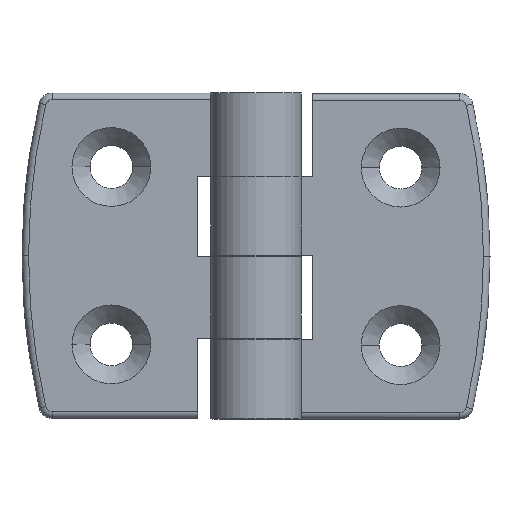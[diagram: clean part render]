
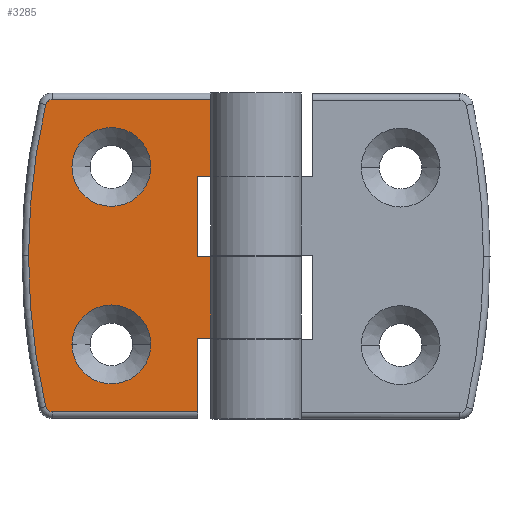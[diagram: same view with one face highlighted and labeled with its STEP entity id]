
A CAD part, top view. The second image highlights one B-rep face of the part: STEP entity #3285.
In plain terms, the highlighted planar face has unit normal (0, 0, 1).
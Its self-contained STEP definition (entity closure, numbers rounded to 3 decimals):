
#13 = VERTEX_POINT ( 'NONE', #4355 ) ;
#26 = EDGE_CURVE ( 'NONE', #2367, #1181, #1378, .T. ) ;
#48 = CARTESIAN_POINT ( 'NONE',  ( -87.494, 0., 3.25 ) ) ;
#126 = CARTESIAN_POINT ( 'NONE',  ( -10.604, 0., 3.25 ) ) ;
#200 = DIRECTION ( 'NONE',  ( 0., 0., -1. ) ) ;
#223 = DIRECTION ( 'NONE',  ( 1., 0., 0. ) ) ;
#277 = CARTESIAN_POINT ( 'NONE',  ( -12.9, 0.15, 3.25 ) ) ;
#281 = DIRECTION ( 'NONE',  ( 1., 0., 0. ) ) ;
#303 = VECTOR ( 'NONE', #6095, 1000. ) ;
#378 = CARTESIAN_POINT ( 'NONE',  ( -10.604, 0.15, 3.25 ) ) ;
#453 = ORIENTED_EDGE ( 'NONE', *, *, #5523, .T. ) ;
#512 = ORIENTED_EDGE ( 'NONE', *, *, #3751, .T. ) ;
#539 = DIRECTION ( 'NONE',  ( 1., 0., 0. ) ) ;
#674 = VERTEX_POINT ( 'NONE', #4155 ) ;
#693 = CARTESIAN_POINT ( 'NONE',  ( 11.52, 23.75, 3.25 ) ) ;
#701 = EDGE_CURVE ( 'NONE', #674, #2887, #2712, .T. ) ;
#767 = CARTESIAN_POINT ( 'NONE',  ( -10.604, 0., 3.25 ) ) ;
#779 = CARTESIAN_POINT ( 'NONE',  ( -12.9, -23.75, 3.25 ) ) ;
#787 = CIRCLE ( 'NONE', #1451, 6. ) ;
#811 = ORIENTED_EDGE ( 'NONE', *, *, #5257, .T. ) ;
#859 = PLANE ( 'NONE',  #5577 ) ;
#861 = VECTOR ( 'NONE', #4673, 1000. ) ;
#1015 = LINE ( 'NONE', #2318, #861 ) ;
#1048 = DIRECTION ( 'NONE',  ( 1., 0., 0. ) ) ;
#1141 = CIRCLE ( 'NONE', #1298, 102.594 ) ;
#1181 = VERTEX_POINT ( 'NONE', #378 ) ;
#1262 = ORIENTED_EDGE ( 'NONE', *, *, #26, .T. ) ;
#1281 = CARTESIAN_POINT ( 'NONE',  ( 2.5, 13.5, 3.25 ) ) ;
#1298 = AXIS2_PLACEMENT_3D ( 'NONE', #4537, #1701, #5013 ) ;
#1325 = DIRECTION ( 'NONE',  ( 0., 0., 1. ) ) ;
#1335 = ORIENTED_EDGE ( 'NONE', *, *, #2048, .T. ) ;
#1348 = CARTESIAN_POINT ( 'NONE',  ( -3.5, 13.5, 3.25 ) ) ;
#1378 = LINE ( 'NONE', #2201, #3916 ) ;
#1386 = LINE ( 'NONE', #2324, #2658 ) ;
#1423 = LINE ( 'NONE', #1953, #5064 ) ;
#1450 = VECTOR ( 'NONE', #4452, 1000. ) ;
#1451 = AXIS2_PLACEMENT_3D ( 'NONE', #3034, #200, #3516 ) ;
#1510 = LINE ( 'NONE', #767, #2769 ) ;
#1697 = ORIENTED_EDGE ( 'NONE', *, *, #3501, .T. ) ;
#1701 = DIRECTION ( 'NONE',  ( 0., 0., 1. ) ) ;
#1758 = DIRECTION ( 'NONE',  ( 1., 0., 0. ) ) ;
#1789 = VERTEX_POINT ( 'NONE', #3032 ) ;
#1806 = CIRCLE ( 'NONE', #5656, 102.594 ) ;
#1859 = DIRECTION ( 'NONE',  ( 1., 0., 0. ) ) ;
#1903 = ORIENTED_EDGE ( 'NONE', *, *, #1926, .F. ) ;
#1926 = EDGE_CURVE ( 'NONE', #2079, #2003, #6049, .T. ) ;
#1953 = CARTESIAN_POINT ( 'NONE',  ( -10.604, 23.75, 3.25 ) ) ;
#2003 = VERTEX_POINT ( 'NONE', #1348 ) ;
#2048 = EDGE_CURVE ( 'NONE', #4949, #2367, #2956, .T. ) ;
#2061 = EDGE_LOOP ( 'NONE', ( #2965, #453, #3936, #4968, #1335, #1262, #811, #4378, #3114, #1697, #2754, #5264, #3040 ) ) ;
#2079 = VERTEX_POINT ( 'NONE', #4692 ) ;
#2080 = VERTEX_POINT ( 'NONE', #2340 ) ;
#2090 = EDGE_CURVE ( 'NONE', #1789, #5330, #1386, .T. ) ;
#2097 = AXIS2_PLACEMENT_3D ( 'NONE', #4176, #1325, #4637 ) ;
#2118 = FACE_BOUND ( 'NONE', #4665, .T. ) ;
#2180 = CARTESIAN_POINT ( 'NONE',  ( 12.495, 22.974, 3.25 ) ) ;
#2182 = CIRCLE ( 'NONE', #5863, 6. ) ;
#2201 = CARTESIAN_POINT ( 'NONE',  ( -87.494, 0.15, 3.25 ) ) ;
#2255 = DIRECTION ( 'NONE',  ( 0., 0., 1. ) ) ;
#2289 = CARTESIAN_POINT ( 'NONE',  ( -87.494, 0., 3.25 ) ) ;
#2308 = EDGE_CURVE ( 'NONE', #1789, #3167, #3993, .T. ) ;
#2318 = CARTESIAN_POINT ( 'NONE',  ( -87.494, 12.55, 3.25 ) ) ;
#2324 = CARTESIAN_POINT ( 'NONE',  ( -87.494, -12.05, 3.25 ) ) ;
#2340 = CARTESIAN_POINT ( 'NONE',  ( -3.5, -13.5, 3.25 ) ) ;
#2367 = VERTEX_POINT ( 'NONE', #277 ) ;
#2507 = DIRECTION ( 'NONE',  ( 0., -1., 0. ) ) ;
#2658 = VECTOR ( 'NONE', #1859, 1000. ) ;
#2712 = CIRCLE ( 'NONE', #2097, 1. ) ;
#2754 = ORIENTED_EDGE ( 'NONE', *, *, #701, .T. ) ;
#2769 = VECTOR ( 'NONE', #4545, 1000. ) ;
#2793 = CARTESIAN_POINT ( 'NONE',  ( -12.9, 24.75, 3.25 ) ) ;
#2880 = AXIS2_PLACEMENT_3D ( 'NONE', #1281, #4602, #1758 ) ;
#2887 = VERTEX_POINT ( 'NONE', #3012 ) ;
#2956 = LINE ( 'NONE', #2793, #303 ) ;
#2960 = VERTEX_POINT ( 'NONE', #4497 ) ;
#2965 = ORIENTED_EDGE ( 'NONE', *, *, #5662, .T. ) ;
#3012 = CARTESIAN_POINT ( 'NONE',  ( 12.495, -22.974, 3.25 ) ) ;
#3032 = CARTESIAN_POINT ( 'NONE',  ( -12.9, -12.05, 3.25 ) ) ;
#3034 = CARTESIAN_POINT ( 'NONE',  ( 2.5, -13.5, 3.25 ) ) ;
#3040 = ORIENTED_EDGE ( 'NONE', *, *, #4117, .T. ) ;
#3059 = DIRECTION ( 'NONE',  ( 0., 0., 1. ) ) ;
#3111 = DIRECTION ( 'NONE',  ( 0., 0., -1. ) ) ;
#3114 = ORIENTED_EDGE ( 'NONE', *, *, #2308, .T. ) ;
#3152 = VECTOR ( 'NONE', #1048, 1000. ) ;
#3167 = VERTEX_POINT ( 'NONE', #779 ) ;
#3226 = FACE_OUTER_BOUND ( 'NONE', #2061, .T. ) ;
#3232 = DIRECTION ( 'NONE',  ( 1., 0., 0. ) ) ;
#3285 = ADVANCED_FACE ( 'NONE', ( #5735, #2118, #3226 ), #859, .T. ) ;
#3366 = DIRECTION ( 'NONE',  ( 0., 0., 1. ) ) ;
#3434 = CARTESIAN_POINT ( 'NONE',  ( 15.1, 0., 3.25 ) ) ;
#3501 = EDGE_CURVE ( 'NONE', #3167, #674, #4410, .T. ) ;
#3516 = DIRECTION ( 'NONE',  ( 1., 0., 0. ) ) ;
#3592 = EDGE_CURVE ( 'NONE', #2960, #13, #4123, .T. ) ;
#3751 = EDGE_CURVE ( 'NONE', #2080, #4609, #4628, .T. ) ;
#3772 = AXIS2_PLACEMENT_3D ( 'NONE', #5934, #3111, #281 ) ;
#3776 = VERTEX_POINT ( 'NONE', #2180 ) ;
#3813 = EDGE_CURVE ( 'NONE', #2887, #3871, #1806, .T. ) ;
#3871 = VERTEX_POINT ( 'NONE', #3434 ) ;
#3916 = VECTOR ( 'NONE', #5361, 1000. ) ;
#3930 = ORIENTED_EDGE ( 'NONE', *, *, #4976, .T. ) ;
#3936 = ORIENTED_EDGE ( 'NONE', *, *, #3592, .T. ) ;
#3993 = LINE ( 'NONE', #4007, #1450 ) ;
#4007 = CARTESIAN_POINT ( 'NONE',  ( -12.9, 24.75, 3.25 ) ) ;
#4025 = VERTEX_POINT ( 'NONE', #693 ) ;
#4117 = EDGE_CURVE ( 'NONE', #3871, #3776, #1141, .T. ) ;
#4123 = LINE ( 'NONE', #126, #5221 ) ;
#4155 = CARTESIAN_POINT ( 'NONE',  ( 11.52, -23.75, 3.25 ) ) ;
#4176 = CARTESIAN_POINT ( 'NONE',  ( 11.52, -22.75, 3.25 ) ) ;
#4288 = ORIENTED_EDGE ( 'NONE', *, *, #5814, .F. ) ;
#4297 = EDGE_LOOP ( 'NONE', ( #3930, #512 ) ) ;
#4355 = CARTESIAN_POINT ( 'NONE',  ( -10.604, 12.55, 3.25 ) ) ;
#4378 = ORIENTED_EDGE ( 'NONE', *, *, #2090, .F. ) ;
#4410 = LINE ( 'NONE', #5285, #3152 ) ;
#4452 = DIRECTION ( 'NONE',  ( 0., -1., 0. ) ) ;
#4497 = CARTESIAN_POINT ( 'NONE',  ( -10.604, 23.75, 3.25 ) ) ;
#4537 = CARTESIAN_POINT ( 'NONE',  ( -87.494, 0., 3.25 ) ) ;
#4545 = DIRECTION ( 'NONE',  ( 0., -1., 0. ) ) ;
#4602 = DIRECTION ( 'NONE',  ( 0., 0., 1. ) ) ;
#4609 = VERTEX_POINT ( 'NONE', #6008 ) ;
#4628 = CIRCLE ( 'NONE', #3772, 6. ) ;
#4637 = DIRECTION ( 'NONE',  ( 1., 0., 0. ) ) ;
#4665 = EDGE_LOOP ( 'NONE', ( #1903, #4288 ) ) ;
#4673 = DIRECTION ( 'NONE',  ( 1., 0., 0. ) ) ;
#4692 = CARTESIAN_POINT ( 'NONE',  ( 8.5, 13.5, 3.25 ) ) ;
#4697 = EDGE_CURVE ( 'NONE', #4949, #13, #1015, .T. ) ;
#4785 = DIRECTION ( 'NONE',  ( -1., 0., 0. ) ) ;
#4949 = VERTEX_POINT ( 'NONE', #5837 ) ;
#4968 = ORIENTED_EDGE ( 'NONE', *, *, #4697, .F. ) ;
#4976 = EDGE_CURVE ( 'NONE', #4609, #2080, #787, .T. ) ;
#5013 = DIRECTION ( 'NONE',  ( 1., 0., 0. ) ) ;
#5043 = AXIS2_PLACEMENT_3D ( 'NONE', #5874, #3059, #223 ) ;
#5064 = VECTOR ( 'NONE', #4785, 1000. ) ;
#5074 = CARTESIAN_POINT ( 'NONE',  ( 2.5, 13.5, 3.25 ) ) ;
#5221 = VECTOR ( 'NONE', #2507, 1000. ) ;
#5257 = EDGE_CURVE ( 'NONE', #1181, #5330, #1510, .T. ) ;
#5264 = ORIENTED_EDGE ( 'NONE', *, *, #3813, .T. ) ;
#5285 = CARTESIAN_POINT ( 'NONE',  ( 11.52, -23.75, 3.25 ) ) ;
#5330 = VERTEX_POINT ( 'NONE', #5532 ) ;
#5361 = DIRECTION ( 'NONE',  ( 1., 0., 0. ) ) ;
#5437 = CIRCLE ( 'NONE', #5043, 1. ) ;
#5523 = EDGE_CURVE ( 'NONE', #4025, #2960, #1423, .T. ) ;
#5532 = CARTESIAN_POINT ( 'NONE',  ( -10.604, -12.05, 3.25 ) ) ;
#5550 = DIRECTION ( 'NONE',  ( 1., 0., 0. ) ) ;
#5577 = AXIS2_PLACEMENT_3D ( 'NONE', #2289, #6058, #3232 ) ;
#5656 = AXIS2_PLACEMENT_3D ( 'NONE', #48, #3366, #539 ) ;
#5662 = EDGE_CURVE ( 'NONE', #3776, #4025, #5437, .T. ) ;
#5735 = FACE_BOUND ( 'NONE', #4297, .T. ) ;
#5814 = EDGE_CURVE ( 'NONE', #2003, #2079, #2182, .T. ) ;
#5837 = CARTESIAN_POINT ( 'NONE',  ( -12.9, 12.55, 3.25 ) ) ;
#5863 = AXIS2_PLACEMENT_3D ( 'NONE', #5074, #2255, #5550 ) ;
#5874 = CARTESIAN_POINT ( 'NONE',  ( 11.52, 22.75, 3.25 ) ) ;
#5934 = CARTESIAN_POINT ( 'NONE',  ( 2.5, -13.5, 3.25 ) ) ;
#6008 = CARTESIAN_POINT ( 'NONE',  ( 8.5, -13.5, 3.25 ) ) ;
#6049 = CIRCLE ( 'NONE', #2880, 6. ) ;
#6058 = DIRECTION ( 'NONE',  ( 0., 0., 1. ) ) ;
#6095 = DIRECTION ( 'NONE',  ( 0., -1., 0. ) ) ;
